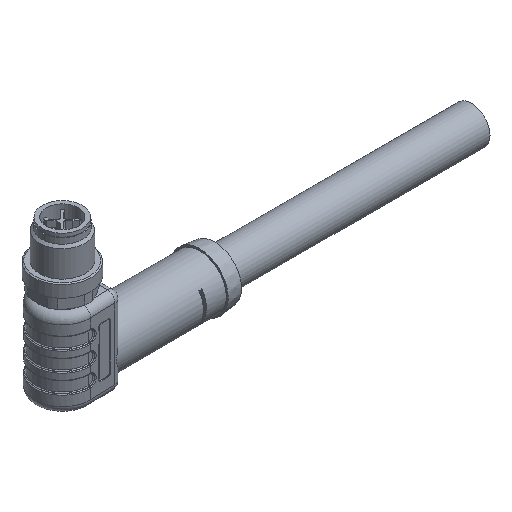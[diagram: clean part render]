
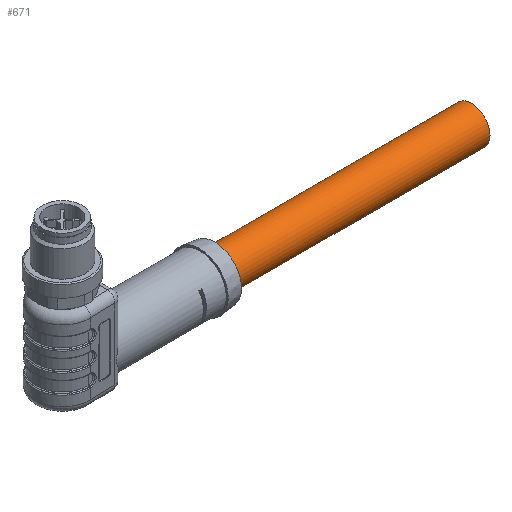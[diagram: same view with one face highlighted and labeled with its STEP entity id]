
A CAD part, isometric view. The second image highlights one B-rep face of the part: STEP entity #671.
In plain terms, the highlighted cylindrical face has radius 4.85 mm (diameter 9.7 mm), a full revolution.
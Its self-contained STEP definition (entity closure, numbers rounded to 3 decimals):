
#193=CYLINDRICAL_SURFACE('',#3926,4.85);
#671=ADVANCED_FACE('',(#821,#822),#193,.T.);
#821=FACE_BOUND('',#1087,.T.);
#822=FACE_BOUND('',#1088,.T.);
#1087=EDGE_LOOP('',(#2101));
#1088=EDGE_LOOP('',(#2102));
#2101=ORIENTED_EDGE('',*,*,#2546,.F.);
#2102=ORIENTED_EDGE('',*,*,#2900,.F.);
#2214=VERTEX_POINT('',#5363);
#2410=VERTEX_POINT('',#6756);
#2546=EDGE_CURVE('',#2214,#2214,#3334,.T.);
#2900=EDGE_CURVE('',#2410,#2410,#3493,.T.);
#3334=CIRCLE('',#3585,4.85);
#3493=CIRCLE('',#3925,4.85);
#3585=AXIS2_PLACEMENT_3D('',#5362,#4159,#4160);
#3925=AXIS2_PLACEMENT_3D('',#6755,#4976,#4977);
#3926=AXIS2_PLACEMENT_3D('',#6757,#4978,#4979);
#4159=DIRECTION('',(-1.,0.,0.));
#4160=DIRECTION('',(0.,0.,-1.));
#4976=DIRECTION('',(1.,0.,0.));
#4977=DIRECTION('',(0.,1.,0.));
#4978=DIRECTION('',(-1.,0.,0.));
#4979=DIRECTION('',(0.,0.,-1.));
#5362=CARTESIAN_POINT('',(100.,60.,-1.7));
#5363=CARTESIAN_POINT('',(100.,60.,-6.55));
#6755=CARTESIAN_POINT('',(167.307,60.,-1.7));
#6756=CARTESIAN_POINT('',(167.307,64.85,-1.7));
#6757=CARTESIAN_POINT('',(187.307,60.,-1.7));
